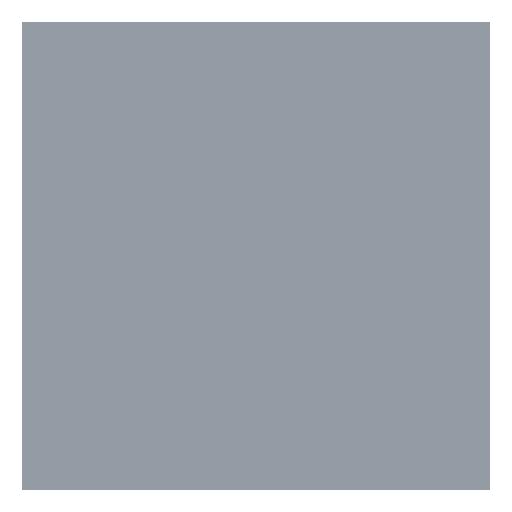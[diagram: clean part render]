
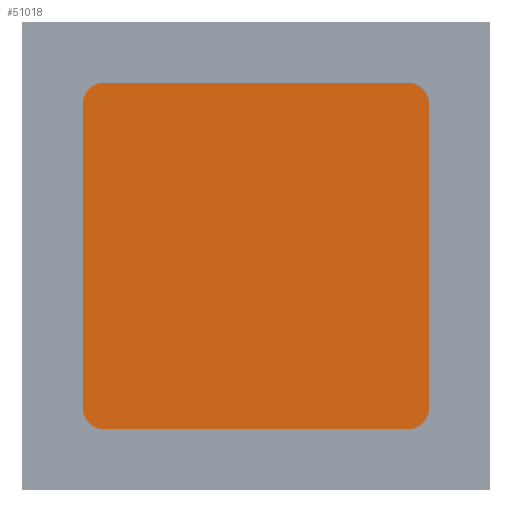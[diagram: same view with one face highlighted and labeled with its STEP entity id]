
A CAD part, top view. The second image highlights one B-rep face of the part: STEP entity #51018.
In plain terms, the highlighted planar face has unit normal (0, 0, 1).
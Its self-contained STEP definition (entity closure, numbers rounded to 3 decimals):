
#50827 = VERTEX_POINT('',#50828);
#50828 = CARTESIAN_POINT('',(-7.5,-8.5,1.405));
#50834 = EDGE_CURVE('',#50835,#50827,#50837,.T.);
#50835 = VERTEX_POINT('',#50836);
#50836 = CARTESIAN_POINT('',(-8.5,-7.5,1.405));
#50837 = CIRCLE('',#50838,1.);
#50838 = AXIS2_PLACEMENT_3D('',#50839,#50840,#50841);
#50839 = CARTESIAN_POINT('',(-7.5,-7.5,1.405));
#50840 = DIRECTION('',(0.,0.,1.));
#50841 = DIRECTION('',(-1.,0.,0.));
#50861 = VERTEX_POINT('',#50862);
#50862 = CARTESIAN_POINT('',(-8.5,7.5,1.405));
#50868 = EDGE_CURVE('',#50861,#50835,#50869,.T.);
#50869 = LINE('',#50870,#50871);
#50870 = CARTESIAN_POINT('',(-8.5,7.5,1.405));
#50871 = VECTOR('',#50872,1.);
#50872 = DIRECTION('',(0.,-1.,0.));
#50883 = EDGE_CURVE('',#50884,#50861,#50886,.T.);
#50884 = VERTEX_POINT('',#50885);
#50885 = CARTESIAN_POINT('',(-7.5,8.5,1.405));
#50886 = CIRCLE('',#50887,1.);
#50887 = AXIS2_PLACEMENT_3D('',#50888,#50889,#50890);
#50888 = CARTESIAN_POINT('',(-7.5,7.5,1.405));
#50889 = DIRECTION('',(0.,0.,1.));
#50890 = DIRECTION('',(0.,1.,0.));
#50908 = VERTEX_POINT('',#50909);
#50909 = CARTESIAN_POINT('',(7.5,8.5,1.405));
#50915 = EDGE_CURVE('',#50908,#50884,#50916,.T.);
#50916 = LINE('',#50917,#50918);
#50917 = CARTESIAN_POINT('',(7.5,8.5,1.405));
#50918 = VECTOR('',#50919,1.);
#50919 = DIRECTION('',(-1.,0.,0.));
#50932 = EDGE_CURVE('',#50933,#50908,#50935,.T.);
#50933 = VERTEX_POINT('',#50934);
#50934 = CARTESIAN_POINT('',(8.5,7.5,1.405));
#50935 = CIRCLE('',#50936,1.);
#50936 = AXIS2_PLACEMENT_3D('',#50937,#50938,#50939);
#50937 = CARTESIAN_POINT('',(7.5,7.5,1.405));
#50938 = DIRECTION('',(0.,0.,1.));
#50939 = DIRECTION('',(1.,0.,0.));
#50957 = VERTEX_POINT('',#50958);
#50958 = CARTESIAN_POINT('',(8.5,-7.5,1.405));
#50964 = EDGE_CURVE('',#50957,#50933,#50965,.T.);
#50965 = LINE('',#50966,#50967);
#50966 = CARTESIAN_POINT('',(8.5,-7.5,1.405));
#50967 = VECTOR('',#50968,1.);
#50968 = DIRECTION('',(0.,1.,0.));
#50981 = EDGE_CURVE('',#50982,#50957,#50984,.T.);
#50982 = VERTEX_POINT('',#50983);
#50983 = CARTESIAN_POINT('',(7.5,-8.5,1.405));
#50984 = CIRCLE('',#50985,1.);
#50985 = AXIS2_PLACEMENT_3D('',#50986,#50987,#50988);
#50986 = CARTESIAN_POINT('',(7.5,-7.5,1.405));
#50987 = DIRECTION('',(0.,0.,1.));
#50988 = DIRECTION('',(0.,-1.,0.));
#51006 = EDGE_CURVE('',#50827,#50982,#51007,.T.);
#51007 = LINE('',#51008,#51009);
#51008 = CARTESIAN_POINT('',(-7.5,-8.5,1.405));
#51009 = VECTOR('',#51010,1.);
#51010 = DIRECTION('',(1.,0.,0.));
#51018 = ADVANCED_FACE('',(#51019),#51029,.T.);
#51019 = FACE_BOUND('',#51020,.F.);
#51020 = EDGE_LOOP('',(#51021,#51022,#51023,#51024,#51025,#51026,#51027,
    #51028));
#51021 = ORIENTED_EDGE('',*,*,#50834,.F.);
#51022 = ORIENTED_EDGE('',*,*,#50868,.F.);
#51023 = ORIENTED_EDGE('',*,*,#50883,.F.);
#51024 = ORIENTED_EDGE('',*,*,#50915,.F.);
#51025 = ORIENTED_EDGE('',*,*,#50932,.F.);
#51026 = ORIENTED_EDGE('',*,*,#50964,.F.);
#51027 = ORIENTED_EDGE('',*,*,#50981,.F.);
#51028 = ORIENTED_EDGE('',*,*,#51006,.F.);
#51029 = PLANE('',#51030);
#51030 = AXIS2_PLACEMENT_3D('',#51031,#51032,#51033);
#51031 = CARTESIAN_POINT('',(0.,0.,
    1.405));
#51032 = DIRECTION('',(0.,0.,1.));
#51033 = DIRECTION('',(0.,-1.,0.));
